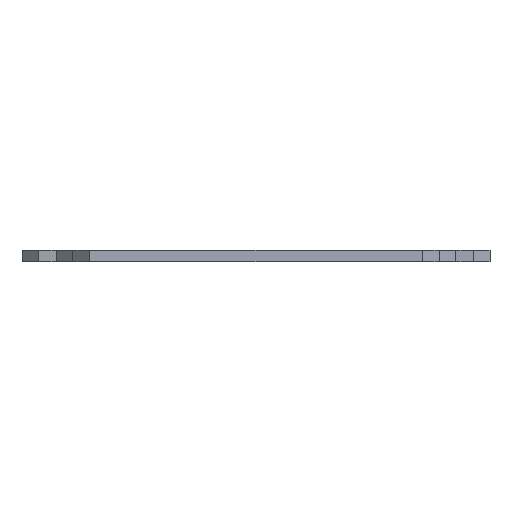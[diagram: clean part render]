
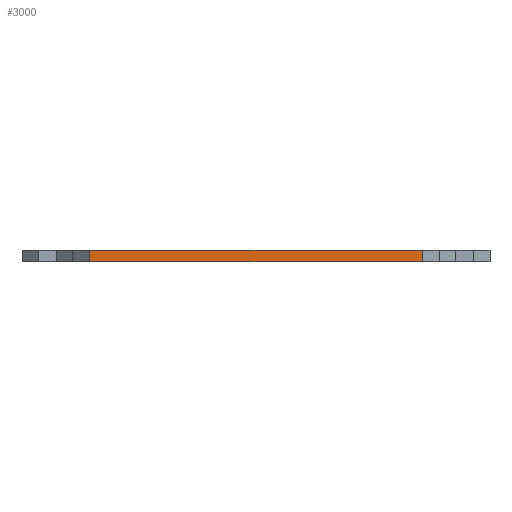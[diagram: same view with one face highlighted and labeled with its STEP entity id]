
A CAD part, front view. The second image highlights one B-rep face of the part: STEP entity #3000.
In plain terms, the highlighted planar face has unit normal (0, -1, 0).
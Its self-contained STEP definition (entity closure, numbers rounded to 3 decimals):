
#44 = PLANE('',#45);
#45 = AXIS2_PLACEMENT_3D('',#46,#47,#48);
#46 = CARTESIAN_POINT('',(0.,52.542,0.));
#47 = DIRECTION('',(0.,0.,1.));
#48 = DIRECTION('',(0.,1.,0.));
#100 = PLANE('',#101);
#101 = AXIS2_PLACEMENT_3D('',#102,#103,#104);
#102 = CARTESIAN_POINT('',(0.,52.542,-3.5));
#103 = DIRECTION('',(-0.,-0.,-1.));
#104 = DIRECTION('',(-1.,0.,0.));
#250 = VERTEX_POINT('',#251);
#251 = CARTESIAN_POINT('',(-49.8,0.,0.));
#265 = PLANE('',#266);
#266 = AXIS2_PLACEMENT_3D('',#267,#268,#269);
#267 = CARTESIAN_POINT('',(-52.3,2.5,-3.5));
#268 = DIRECTION('',(-0.707,-0.707,0.));
#269 = DIRECTION('',(-0.,-0.,-1.));
#277 = EDGE_CURVE('',#250,#278,#280,.T.);
#278 = VERTEX_POINT('',#279);
#279 = CARTESIAN_POINT('',(49.8,0.,0.));
#280 = SURFACE_CURVE('',#281,(#285,#292),.PCURVE_S1.);
#281 = LINE('',#282,#283);
#282 = CARTESIAN_POINT('',(-54.8,0.,0.));
#283 = VECTOR('',#284,1.);
#284 = DIRECTION('',(1.,0.,0.));
#285 = PCURVE('',#44,#286);
#286 = DEFINITIONAL_REPRESENTATION('',(#287),#291);
#287 = LINE('',#288,#289);
#288 = CARTESIAN_POINT('',(-52.542,54.8));
#289 = VECTOR('',#290,1.);
#290 = DIRECTION('',(0.,-1.));
#291 = ( GEOMETRIC_REPRESENTATION_CONTEXT(2) 
PARAMETRIC_REPRESENTATION_CONTEXT() REPRESENTATION_CONTEXT('2D SPACE',''
  ) );
#292 = PCURVE('',#293,#298);
#293 = PLANE('',#294);
#294 = AXIS2_PLACEMENT_3D('',#295,#296,#297);
#295 = CARTESIAN_POINT('',(-54.8,0.,-3.5));
#296 = DIRECTION('',(0.,1.,0.));
#297 = DIRECTION('',(0.,0.,1.));
#298 = DEFINITIONAL_REPRESENTATION('',(#299),#303);
#299 = LINE('',#300,#301);
#300 = CARTESIAN_POINT('',(3.5,0.));
#301 = VECTOR('',#302,1.);
#302 = DIRECTION('',(0.,1.));
#303 = ( GEOMETRIC_REPRESENTATION_CONTEXT(2) 
PARAMETRIC_REPRESENTATION_CONTEXT() REPRESENTATION_CONTEXT('2D SPACE',''
  ) );
#321 = PLANE('',#322);
#322 = AXIS2_PLACEMENT_3D('',#323,#324,#325);
#323 = CARTESIAN_POINT('',(52.3,2.5,-3.5));
#324 = DIRECTION('',(-0.707,0.707,0.));
#325 = DIRECTION('',(0.,0.,1.));
#1777 = VERTEX_POINT('',#1778);
#1778 = CARTESIAN_POINT('',(49.8,0.,-3.5));
#1799 = EDGE_CURVE('',#1800,#1777,#1802,.T.);
#1800 = VERTEX_POINT('',#1801);
#1801 = CARTESIAN_POINT('',(-49.8,0.,-3.5));
#1802 = SURFACE_CURVE('',#1803,(#1807,#1814),.PCURVE_S1.);
#1803 = LINE('',#1804,#1805);
#1804 = CARTESIAN_POINT('',(-54.8,0.,-3.5));
#1805 = VECTOR('',#1806,1.);
#1806 = DIRECTION('',(1.,0.,0.));
#1807 = PCURVE('',#100,#1808);
#1808 = DEFINITIONAL_REPRESENTATION('',(#1809),#1813);
#1809 = LINE('',#1810,#1811);
#1810 = CARTESIAN_POINT('',(54.8,-52.542));
#1811 = VECTOR('',#1812,1.);
#1812 = DIRECTION('',(-1.,0.));
#1813 = ( GEOMETRIC_REPRESENTATION_CONTEXT(2) 
PARAMETRIC_REPRESENTATION_CONTEXT() REPRESENTATION_CONTEXT('2D SPACE',''
  ) );
#1814 = PCURVE('',#293,#1815);
#1815 = DEFINITIONAL_REPRESENTATION('',(#1816),#1820);
#1816 = LINE('',#1817,#1818);
#1817 = CARTESIAN_POINT('',(0.,0.));
#1818 = VECTOR('',#1819,1.);
#1819 = DIRECTION('',(0.,1.));
#1820 = ( GEOMETRIC_REPRESENTATION_CONTEXT(2) 
PARAMETRIC_REPRESENTATION_CONTEXT() REPRESENTATION_CONTEXT('2D SPACE',''
  ) );
#2953 = EDGE_CURVE('',#1800,#250,#2954,.T.);
#2954 = SURFACE_CURVE('',#2955,(#2959,#2966),.PCURVE_S1.);
#2955 = LINE('',#2956,#2957);
#2956 = CARTESIAN_POINT('',(-49.8,0.,-3.5));
#2957 = VECTOR('',#2958,1.);
#2958 = DIRECTION('',(0.,0.,1.));
#2959 = PCURVE('',#265,#2960);
#2960 = DEFINITIONAL_REPRESENTATION('',(#2961),#2965);
#2961 = LINE('',#2962,#2963);
#2962 = CARTESIAN_POINT('',(-0.,3.536));
#2963 = VECTOR('',#2964,1.);
#2964 = DIRECTION('',(-1.,0.));
#2965 = ( GEOMETRIC_REPRESENTATION_CONTEXT(2) 
PARAMETRIC_REPRESENTATION_CONTEXT() REPRESENTATION_CONTEXT('2D SPACE',''
  ) );
#2966 = PCURVE('',#293,#2967);
#2967 = DEFINITIONAL_REPRESENTATION('',(#2968),#2972);
#2968 = LINE('',#2969,#2970);
#2969 = CARTESIAN_POINT('',(0.,5.));
#2970 = VECTOR('',#2971,1.);
#2971 = DIRECTION('',(1.,0.));
#2972 = ( GEOMETRIC_REPRESENTATION_CONTEXT(2) 
PARAMETRIC_REPRESENTATION_CONTEXT() REPRESENTATION_CONTEXT('2D SPACE',''
  ) );
#3000 = ADVANCED_FACE('',(#3001),#293,.F.);
#3001 = FACE_BOUND('',#3002,.F.);
#3002 = EDGE_LOOP('',(#3003,#3004,#3005,#3006));
#3003 = ORIENTED_EDGE('',*,*,#1799,.F.);
#3004 = ORIENTED_EDGE('',*,*,#2953,.T.);
#3005 = ORIENTED_EDGE('',*,*,#277,.T.);
#3006 = ORIENTED_EDGE('',*,*,#3007,.F.);
#3007 = EDGE_CURVE('',#1777,#278,#3008,.T.);
#3008 = SURFACE_CURVE('',#3009,(#3013,#3020),.PCURVE_S1.);
#3009 = LINE('',#3010,#3011);
#3010 = CARTESIAN_POINT('',(49.8,0.,-3.5));
#3011 = VECTOR('',#3012,1.);
#3012 = DIRECTION('',(0.,0.,1.));
#3013 = PCURVE('',#293,#3014);
#3014 = DEFINITIONAL_REPRESENTATION('',(#3015),#3019);
#3015 = LINE('',#3016,#3017);
#3016 = CARTESIAN_POINT('',(0.,104.6));
#3017 = VECTOR('',#3018,1.);
#3018 = DIRECTION('',(1.,0.));
#3019 = ( GEOMETRIC_REPRESENTATION_CONTEXT(2) 
PARAMETRIC_REPRESENTATION_CONTEXT() REPRESENTATION_CONTEXT('2D SPACE',''
  ) );
#3020 = PCURVE('',#321,#3021);
#3021 = DEFINITIONAL_REPRESENTATION('',(#3022),#3026);
#3022 = LINE('',#3023,#3024);
#3023 = CARTESIAN_POINT('',(0.,-3.536));
#3024 = VECTOR('',#3025,1.);
#3025 = DIRECTION('',(1.,0.));
#3026 = ( GEOMETRIC_REPRESENTATION_CONTEXT(2) 
PARAMETRIC_REPRESENTATION_CONTEXT() REPRESENTATION_CONTEXT('2D SPACE',''
  ) );
